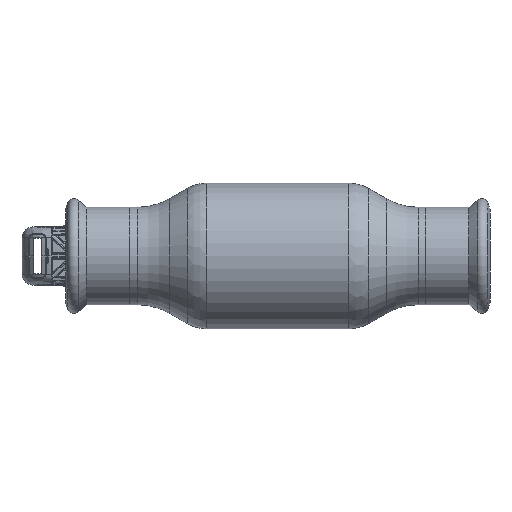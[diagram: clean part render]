
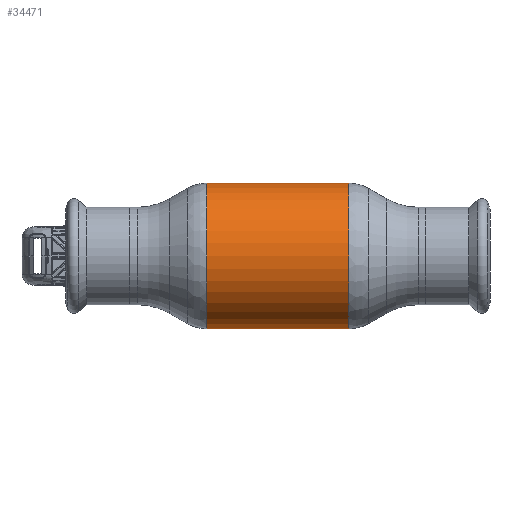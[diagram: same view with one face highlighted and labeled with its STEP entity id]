
A CAD part, front view. The second image highlights one B-rep face of the part: STEP entity #34471.
In plain terms, the highlighted cylindrical face has radius 34 mm (diameter 68 mm), a partial arc.
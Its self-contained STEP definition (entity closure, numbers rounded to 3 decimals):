
#529 = EDGE_LOOP ( 'NONE', ( #33539, #44559, #20980, #59425 ) ) ;
#823 = CARTESIAN_POINT ( 'NONE',  ( -33.177, 0., 0. ) ) ;
#4013 = AXIS2_PLACEMENT_3D ( 'NONE', #13903, #8764, #48227 ) ;
#5614 = VECTOR ( 'NONE', #17389, 1000. ) ;
#6041 = EDGE_CURVE ( 'NONE', #33784, #57720, #9669, .T. ) ;
#6397 = LINE ( 'NONE', #37353, #59681 ) ;
#8764 = DIRECTION ( 'NONE',  ( -1., 0., 0. ) ) ;
#9669 = CIRCLE ( 'NONE', #53461, 34. ) ;
#9981 = CIRCLE ( 'NONE', #61593, 34. ) ;
#11453 = DIRECTION ( 'NONE',  ( -1., 0., 0. ) ) ;
#13903 = CARTESIAN_POINT ( 'NONE',  ( -62.69, 0., 0. ) ) ;
#16684 = VERTEX_POINT ( 'NONE', #17563 ) ;
#17389 = DIRECTION ( 'NONE',  ( -1., 0., 0. ) ) ;
#17563 = CARTESIAN_POINT ( 'NONE',  ( 33.177, 0., -34. ) ) ;
#20980 = ORIENTED_EDGE ( 'NONE', *, *, #61432, .T. ) ;
#24091 = LINE ( 'NONE', #32083, #5614 ) ;
#30151 = DIRECTION ( 'NONE',  ( 0., 0., 1. ) ) ;
#32083 = CARTESIAN_POINT ( 'NONE',  ( -62.69, 0., -34. ) ) ;
#32863 = CARTESIAN_POINT ( 'NONE',  ( 33.177, 0., 34. ) ) ;
#33539 = ORIENTED_EDGE ( 'NONE', *, *, #58180, .F. ) ;
#33784 = VERTEX_POINT ( 'NONE', #44973 ) ;
#33797 = CARTESIAN_POINT ( 'NONE',  ( -33.177, 0., 34. ) ) ;
#34471 = ADVANCED_FACE ( 'NONE', ( #42344 ), #36131, .T. ) ;
#36131 = CYLINDRICAL_SURFACE ( 'NONE', #4013, 34. ) ;
#37353 = CARTESIAN_POINT ( 'NONE',  ( -62.69, 0., 34. ) ) ;
#42344 = FACE_OUTER_BOUND ( 'NONE', #529, .T. ) ;
#44559 = ORIENTED_EDGE ( 'NONE', *, *, #60531, .T. ) ;
#44973 = CARTESIAN_POINT ( 'NONE',  ( -33.177, 0., -34. ) ) ;
#45329 = CARTESIAN_POINT ( 'NONE',  ( 33.177, 0., 0. ) ) ;
#45956 = DIRECTION ( 'NONE',  ( 0., 0., 1. ) ) ;
#47513 = DIRECTION ( 'NONE',  ( -1., 0., 0. ) ) ;
#48227 = DIRECTION ( 'NONE',  ( 0., 0., 1. ) ) ;
#50015 = DIRECTION ( 'NONE',  ( -1., 0., 0. ) ) ;
#53461 = AXIS2_PLACEMENT_3D ( 'NONE', #823, #50015, #30151 ) ;
#55749 = VERTEX_POINT ( 'NONE', #32863 ) ;
#57720 = VERTEX_POINT ( 'NONE', #33797 ) ;
#58180 = EDGE_CURVE ( 'NONE', #16684, #33784, #24091, .T. ) ;
#59425 = ORIENTED_EDGE ( 'NONE', *, *, #6041, .F. ) ;
#59681 = VECTOR ( 'NONE', #47513, 1000. ) ;
#60531 = EDGE_CURVE ( 'NONE', #16684, #55749, #9981, .T. ) ;
#61432 = EDGE_CURVE ( 'NONE', #55749, #57720, #6397, .T. ) ;
#61593 = AXIS2_PLACEMENT_3D ( 'NONE', #45329, #11453, #45956 ) ;
